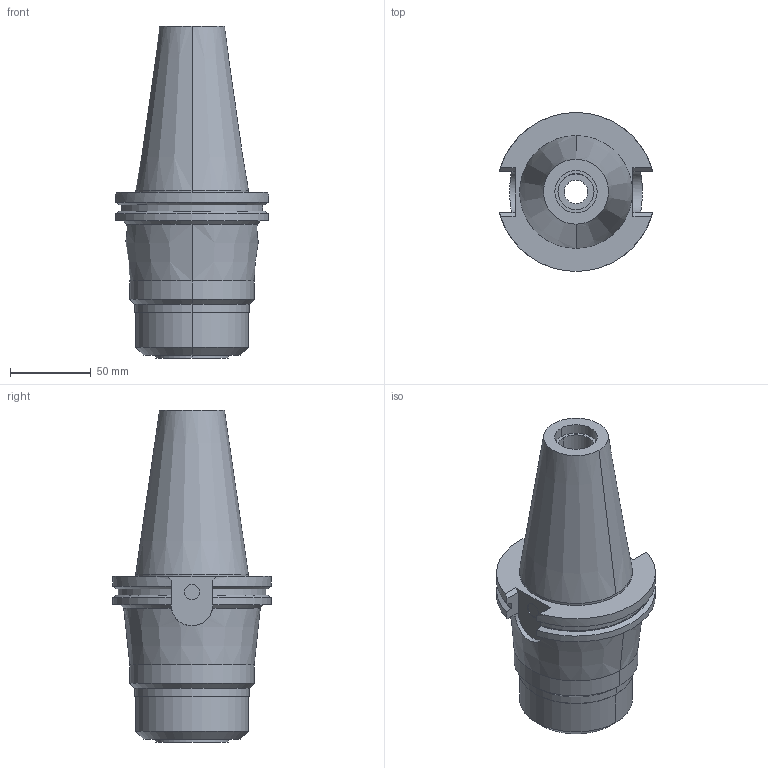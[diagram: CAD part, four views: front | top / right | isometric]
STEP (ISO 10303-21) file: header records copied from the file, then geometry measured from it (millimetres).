
FILE_DESCRIPTION((''),'2;1');
FILE_NAME('BCV50H-MEGA1_000DS-4','2018-04-11T',('ykawabe'),(''),'CREO PARAMETRIC BY PTC INC, 2016380','CREO PARAMETRIC BY PTC INC, 2016380','');
FILE_SCHEMA(('AUTOMOTIVE_DESIGN { 1 0 10303 214 1 1 1 1 }'));
Length unit declared in the file: millimetre
Products named in the file (1): BCV50H-MEGA1_000DS-4
Bounding box: 94.95 x 98.42 x 205.6 mm (x, y, z)
Volume: 663285.6 mm3; surface area: 69469 mm2
Topology: 1 solids, 1 shells, 72 faces, 194 edges, 132 vertices
Faces by surface type: cylinder 32, plane 26, cone 14
Entity records: 3149 total; most frequent: CARTESIAN_POINT 502, DIRECTION 418, ORIENTED_EDGE 388, PRESENTATION_STYLE_ASSIGNMENT 199, STYLED_ITEM 199, CURVE_STYLE 198, EDGE_CURVE 194, AXIS2_PLACEMENT_3D 170
